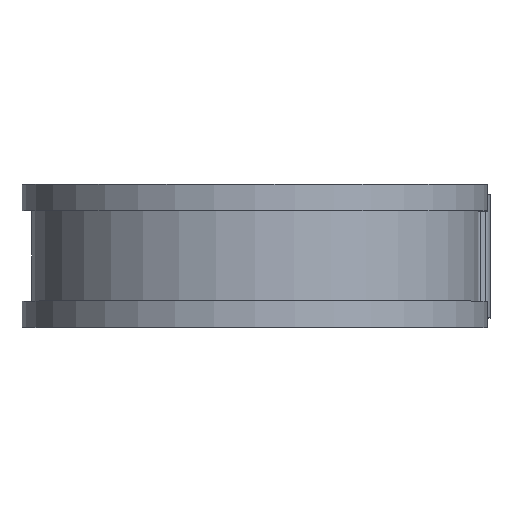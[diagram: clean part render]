
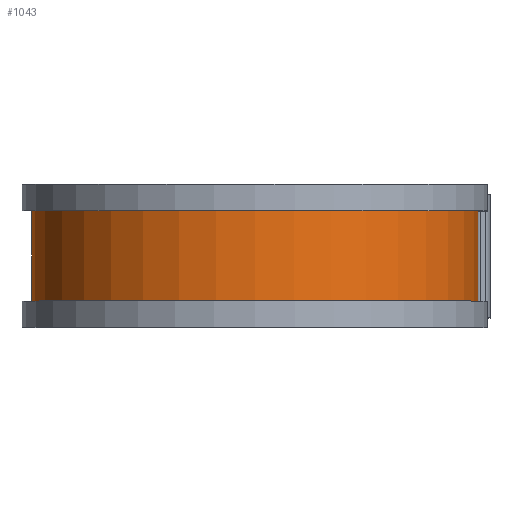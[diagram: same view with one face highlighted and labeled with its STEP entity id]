
A CAD part, top view. The second image highlights one B-rep face of the part: STEP entity #1043.
In plain terms, the highlighted cylindrical face has radius 34.493 mm (diameter 68.986 mm), a partial arc.
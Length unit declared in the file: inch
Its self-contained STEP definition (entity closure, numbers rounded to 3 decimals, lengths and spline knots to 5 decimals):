
#17 = DIRECTION ( 'NONE',  ( 0., 0., -1. ) ) ;
#25 = VERTEX_POINT ( 'NONE', #987 ) ;
#58 = VECTOR ( 'NONE', #143, 39.37008 ) ;
#143 = DIRECTION ( 'NONE',  ( 0., -1., 0. ) ) ;
#174 = CYLINDRICAL_SURFACE ( 'NONE', #334, 1.358 ) ;
#214 = EDGE_LOOP ( 'NONE', ( #1235, #970, #1695, #1081 ) ) ;
#215 = DIRECTION ( 'NONE',  ( 0., 0., -1. ) ) ;
#266 = FACE_OUTER_BOUND ( 'NONE', #214, .T. ) ;
#334 = AXIS2_PLACEMENT_3D ( 'NONE', #1126, #1315, #17 ) ;
#479 = CARTESIAN_POINT ( 'NONE',  ( 0., 0.275, 0. ) ) ;
#513 = EDGE_CURVE ( 'NONE', #969, #25, #1437, .T. ) ;
#543 = AXIS2_PLACEMENT_3D ( 'NONE', #1193, #1155, #1122 ) ;
#550 = EDGE_CURVE ( 'NONE', #609, #640, #1116, .T. ) ;
#580 = CARTESIAN_POINT ( 'NONE',  ( 0., -0.275, -1.358 ) ) ;
#609 = VERTEX_POINT ( 'NONE', #941 ) ;
#623 = EDGE_CURVE ( 'NONE', #25, #640, #679, .T. ) ;
#640 = VERTEX_POINT ( 'NONE', #580 ) ;
#670 = CARTESIAN_POINT ( 'NONE',  ( 0., 0.375, -1.358 ) ) ;
#679 = LINE ( 'NONE', #670, #1022 ) ;
#752 = DIRECTION ( 'NONE',  ( 0., -1., 0. ) ) ;
#782 = DIRECTION ( 'NONE',  ( 0., -1., 0. ) ) ;
#814 = LINE ( 'NONE', #1488, #58 ) ;
#941 = CARTESIAN_POINT ( 'NONE',  ( 1.358, -0.275, 0. ) ) ;
#969 = VERTEX_POINT ( 'NONE', #1092 ) ;
#970 = ORIENTED_EDGE ( 'NONE', *, *, #513, .T. ) ;
#987 = CARTESIAN_POINT ( 'NONE',  ( 0., 0.275, -1.358 ) ) ;
#1006 = AXIS2_PLACEMENT_3D ( 'NONE', #479, #782, #215 ) ;
#1022 = VECTOR ( 'NONE', #752, 39.37008 ) ;
#1043 = ADVANCED_FACE ( 'NONE', ( #266 ), #174, .T. ) ;
#1081 = ORIENTED_EDGE ( 'NONE', *, *, #550, .F. ) ;
#1092 = CARTESIAN_POINT ( 'NONE',  ( 1.358, 0.275, 0. ) ) ;
#1116 = CIRCLE ( 'NONE', #543, 1.358 ) ;
#1122 = DIRECTION ( 'NONE',  ( 0., 0., -1. ) ) ;
#1126 = CARTESIAN_POINT ( 'NONE',  ( 0., 0.375, 0. ) ) ;
#1155 = DIRECTION ( 'NONE',  ( 0., -1., 0. ) ) ;
#1193 = CARTESIAN_POINT ( 'NONE',  ( 0., -0.275, 0. ) ) ;
#1235 = ORIENTED_EDGE ( 'NONE', *, *, #1477, .F. ) ;
#1315 = DIRECTION ( 'NONE',  ( 0., -1., 0. ) ) ;
#1437 = CIRCLE ( 'NONE', #1006, 1.358 ) ;
#1477 = EDGE_CURVE ( 'NONE', #969, #609, #814, .T. ) ;
#1488 = CARTESIAN_POINT ( 'NONE',  ( 1.358, 0.375, 0. ) ) ;
#1695 = ORIENTED_EDGE ( 'NONE', *, *, #623, .T. ) ;
